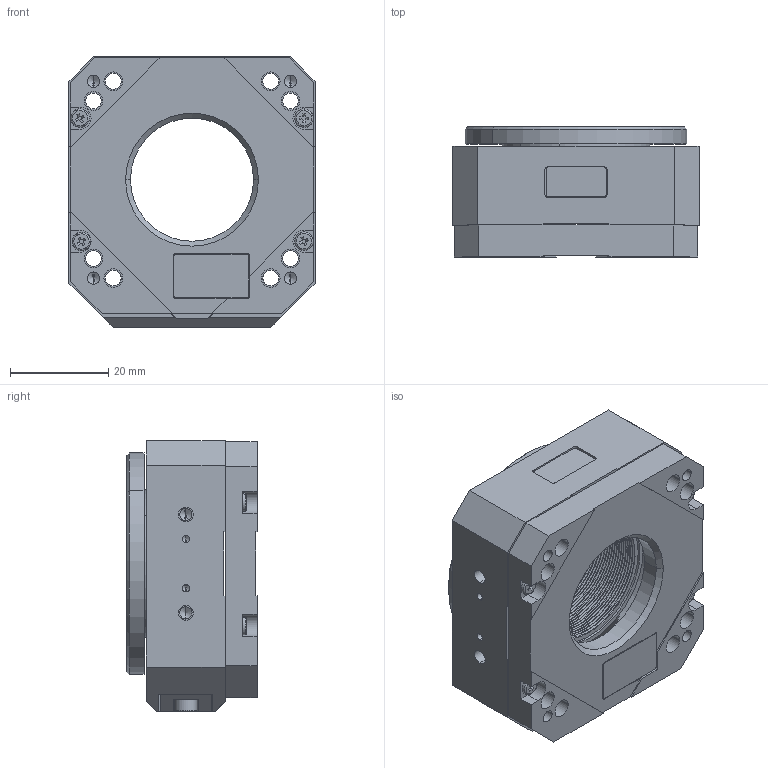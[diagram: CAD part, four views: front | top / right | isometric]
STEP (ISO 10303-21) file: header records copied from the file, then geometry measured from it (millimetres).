
FILE_DESCRIPTION (( 'STEP AP214' ), '1' );
FILE_NAME ('PR-50-1120X.STEP', '2022-02-08T00:09:29', ( '' ), ( '' ), 'SwSTEP 2.0', 'SolidWorks 2020', '' );
FILE_SCHEMA (( 'AUTOMOTIVE_DESIGN' ));
Length unit declared in the file: millimetre
Products named in the file (12): 430722 PR-50, Piezo, Carriage; 430415 PPS 20, Back Cover, W20; 430438 PPS 28, Back Cover, NJ8x13; Set Screw, Cup-H, M-DIN_M3 x 0.5 x 04mm; 430723 PR-50, Piezo, Motor Cover; 430728-F PR-50, Piezo, Encoder Adapter, NJ 8x13; SCREW, SHCS-S, M-DIN_M2.5 x 0.45 x 04mm; PR-50-1120X; 430721 PR-50, Piezo, Base; 430724 PR-50, Piezo, Rotor; SCREW, MS-PPH, M-JCIS_M2.5 x 0.45 x 6mm; SCREW, MS-PPH, M-JCIS_M1.6 x 0.35 x 5mm
Assembly tree (19 placements, depth 2):
  PR-50-1120X
    430721 PR-50, Piezo, Base
    430722 PR-50, Piezo, Carriage
    430723 PR-50, Piezo, Motor Cover
    430724 PR-50, Piezo, Rotor
    430415 PPS 20, Back Cover, W20
    430728-F PR-50, Piezo, Encoder Adapter, NJ 8x13
    SCREW, MS-PPH, M-JCIS_M2.5 x 0.45 x 6mm  x4
    430438 PPS 28, Back Cover, NJ8x13
    SCREW, SHCS-S, M-DIN_M2.5 x 0.45 x 04mm  x2
    SCREW, MS-PPH, M-JCIS_M1.6 x 0.35 x 5mm  x5
    Set Screw, Cup-H, M-DIN_M3 x 0.5 x 04mm
Bounding box: 50 x 26.5 x 55 mm (x, y, z)
Volume: 36137.7 mm3; surface area: 27452.8 mm2
Topology: 19 solids, 19 shells, 1022 faces, 2598 edges, 1626 vertices
Faces by surface type: cylinder 419, plane 382, cone 149, torus 70, bspline 2
Entity records: 27618 total; most frequent: CARTESIAN_POINT 8544, DIRECTION 3949, ORIENTED_EDGE 3806, EDGE_CURVE 1903, AXIS2_PLACEMENT_3D 1487, VERTEX_POINT 1222, LINE 975, VECTOR 975
